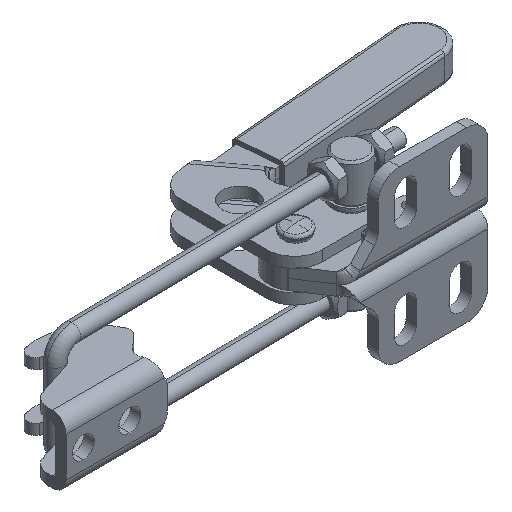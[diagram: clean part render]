
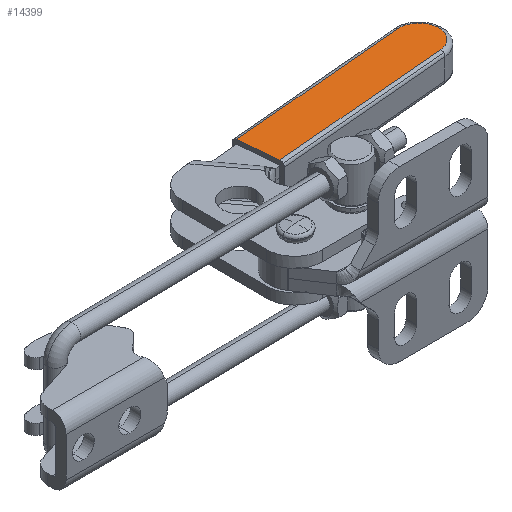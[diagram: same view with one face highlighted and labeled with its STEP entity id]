
A CAD part, isometric view. The second image highlights one B-rep face of the part: STEP entity #14399.
In plain terms, the highlighted planar face has unit normal (0, 0, 1).
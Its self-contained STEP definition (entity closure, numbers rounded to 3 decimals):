
#14347=AXIS2_PLACEMENT_3D('Plane Axis2P3D',#14344,#14345,#14346) ;
#12795=CARTESIAN_POINT('Vertex',(19.321,19.064,3.5)) ;
#12798=CARTESIAN_POINT('Line Origine',(18.913,23.746,3.5)) ;
#12802=CARTESIAN_POINT('Vertex',(18.505,28.428,3.5)) ;
#14329=CARTESIAN_POINT('Vertex',(60.963,22.691,3.5)) ;
#14332=CARTESIAN_POINT('Line Origine',(54.812,22.155,3.5)) ;
#14344=CARTESIAN_POINT('Axis2P3D Location',(42.574,25.807,3.5)) ;
#14349=CARTESIAN_POINT('Line Origine',(39.327,30.242,3.5)) ;
#14353=CARTESIAN_POINT('Vertex',(60.148,32.055,3.5)) ;
#14357=CARTESIAN_POINT('Control Point',(65.238,27.781,3.5)) ;
#14358=CARTESIAN_POINT('Control Point',(65.257,27.559,3.5)) ;
#14359=CARTESIAN_POINT('Control Point',(65.263,27.336,3.5)) ;
#14360=CARTESIAN_POINT('Control Point',(65.256,27.113,3.5)) ;
#14361=CARTESIAN_POINT('Control Point',(65.197,26.467,3.5)) ;
#14362=CARTESIAN_POINT('Control Point',(65.028,25.837,3.5)) ;
#14363=CARTESIAN_POINT('Control Point',(64.871,25.439,3.5)) ;
#14364=CARTESIAN_POINT('Control Point',(64.469,24.684,3.5)) ;
#14365=CARTESIAN_POINT('Control Point',(63.908,24.038,3.5)) ;
#14366=CARTESIAN_POINT('Control Point',(63.593,23.748,3.5)) ;
#14367=CARTESIAN_POINT('Control Point',(62.918,23.257,3.5)) ;
#14368=CARTESIAN_POINT('Control Point',(62.154,22.925,3.5)) ;
#14369=CARTESIAN_POINT('Control Point',(61.765,22.804,3.5)) ;
#14370=CARTESIAN_POINT('Control Point',(61.366,22.726,3.5)) ;
#14371=CARTESIAN_POINT('Control Point',(60.963,22.691,3.5)) ;
#14372=CARTESIAN_POINT('Vertex',(65.238,27.781,3.5)) ;
#14376=CARTESIAN_POINT('Control Point',(60.148,32.055,3.5)) ;
#14377=CARTESIAN_POINT('Control Point',(60.571,32.092,3.5)) ;
#14378=CARTESIAN_POINT('Control Point',(60.998,32.081,3.5)) ;
#14379=CARTESIAN_POINT('Control Point',(61.423,32.022,3.5)) ;
#14380=CARTESIAN_POINT('Control Point',(62.251,31.808,3.5)) ;
#14381=CARTESIAN_POINT('Control Point',(63.01,31.415,3.5)) ;
#14382=CARTESIAN_POINT('Control Point',(63.366,31.176,3.5)) ;
#14383=CARTESIAN_POINT('Control Point',(64.017,30.623,3.5)) ;
#14384=CARTESIAN_POINT('Control Point',(64.529,29.937,3.5)) ;
#14385=CARTESIAN_POINT('Control Point',(64.745,29.567,3.5)) ;
#14386=CARTESIAN_POINT('Control Point',(64.999,28.99,3.5)) ;
#14387=CARTESIAN_POINT('Control Point',(65.153,28.381,3.5)) ;
#14388=CARTESIAN_POINT('Control Point',(65.192,28.183,3.5)) ;
#14389=CARTESIAN_POINT('Control Point',(65.22,27.982,3.5)) ;
#14390=CARTESIAN_POINT('Control Point',(65.238,27.781,3.5)) ;
#12799=DIRECTION('Vector Direction',(-0.087,0.996,0.)) ;
#14333=DIRECTION('Vector Direction',(-0.996,-0.087,0.)) ;
#14345=DIRECTION('Axis2P3D Direction',(0.,0.,1.)) ;
#14346=DIRECTION('Axis2P3D XDirection',(0.996,0.087,0.)) ;
#14350=DIRECTION('Vector Direction',(0.996,0.087,0.)) ;
#12800=VECTOR('Line Direction',#12799,1.) ;
#14334=VECTOR('Line Direction',#14333,1.) ;
#14351=VECTOR('Line Direction',#14350,1.) ;
#14393=ORIENTED_EDGE('',*,*,#14355,.F.) ;
#14394=ORIENTED_EDGE('',*,*,#12804,.F.) ;
#14395=ORIENTED_EDGE('',*,*,#14336,.F.) ;
#14396=ORIENTED_EDGE('',*,*,#14374,.F.) ;
#14397=ORIENTED_EDGE('',*,*,#14391,.F.) ;
#14399=ADVANCED_FACE('VERSCHLUSSSPANNER_TS_HC_210_H_357893',(#14398),#14348,.T.) ;
#14356=B_SPLINE_CURVE_WITH_KNOTS('',5,(#14357,#14358,#14359,#14360,#14361,#14362,#14363,#14364,#14365,#14366,#14367,#14368,#14369,#14370,#14371),.UNSPECIFIED.,.F.,.U.,(6,3,3,3,6),(10.441,12.016,15.02,18.024,20.881),.UNSPECIFIED.) ;
#14375=B_SPLINE_CURVE_WITH_KNOTS('',5,(#14376,#14377,#14378,#14379,#14380,#14381,#14382,#14383,#14384,#14385,#14386,#14387,#14388,#14389,#14390),.UNSPECIFIED.,.F.,.U.,(6,3,3,3,6),(0.,3.004,6.008,9.012,10.441),.UNSPECIFIED.) ;
#12804=EDGE_CURVE('',#12796,#12803,#12801,.T.) ;
#14336=EDGE_CURVE('',#14330,#12796,#14335,.T.) ;
#14355=EDGE_CURVE('',#12803,#14354,#14352,.T.) ;
#14374=EDGE_CURVE('',#14373,#14330,#14356,.T.) ;
#14391=EDGE_CURVE('',#14354,#14373,#14375,.T.) ;
#14392=EDGE_LOOP('',(#14393,#14394,#14395,#14396,#14397)) ;
#14398=FACE_OUTER_BOUND('',#14392,.T.) ;
#12801=LINE('Line',#12798,#12800) ;
#14335=LINE('Line',#14332,#14334) ;
#14352=LINE('Line',#14349,#14351) ;
#14348=PLANE('Plane',#14347) ;
#12796=VERTEX_POINT('',#12795) ;
#12803=VERTEX_POINT('',#12802) ;
#14330=VERTEX_POINT('',#14329) ;
#14354=VERTEX_POINT('',#14353) ;
#14373=VERTEX_POINT('',#14372) ;
